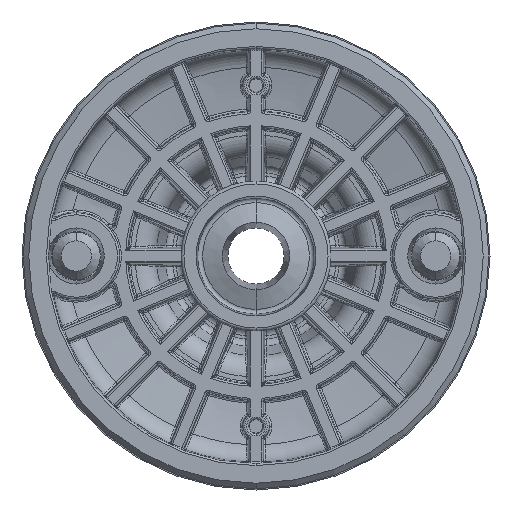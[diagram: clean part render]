
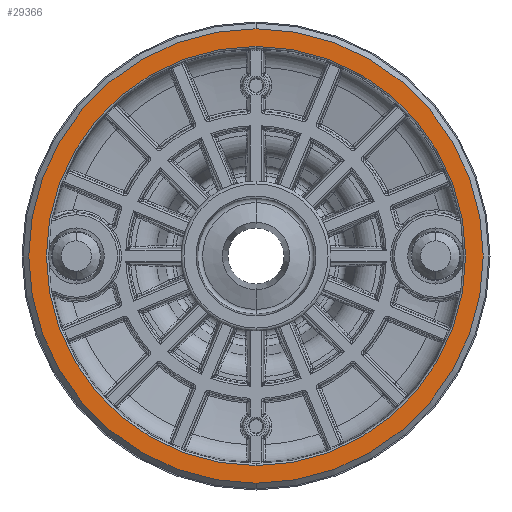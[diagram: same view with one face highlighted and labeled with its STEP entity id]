
A CAD part, front view. The second image highlights one B-rep face of the part: STEP entity #29366.
In plain terms, the highlighted planar face has unit normal (0, -1, 0).
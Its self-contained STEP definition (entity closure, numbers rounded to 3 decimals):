
#2292 = DIRECTION ( 'NONE',  ( 0., 0., 1. ) ) ;
#3040 = DIRECTION ( 'NONE',  ( 0., 0., -1. ) ) ;
#3197 = CARTESIAN_POINT ( 'NONE',  ( 60.7, 0., 0. ) ) ;
#4264 = CARTESIAN_POINT ( 'NONE',  ( 0., 0., -60.7 ) ) ;
#5843 = CIRCLE ( 'NONE', #19216, 60.7 ) ;
#6801 = DIRECTION ( 'NONE',  ( 0., 0., 1. ) ) ;
#6811 = CIRCLE ( 'NONE', #42771, 60.7 ) ;
#6879 = VERTEX_POINT ( 'NONE', #17658 ) ;
#8502 = FACE_OUTER_BOUND ( 'NONE', #34918, .T. ) ;
#8896 = VERTEX_POINT ( 'NONE', #44065 ) ;
#13186 = CARTESIAN_POINT ( 'NONE',  ( 0., 0., 0. ) ) ;
#14943 = AXIS2_PLACEMENT_3D ( 'NONE', #17975, #42915, #21584 ) ;
#15356 = EDGE_CURVE ( 'NONE', #6879, #34354, #40960, .T. ) ;
#16793 = DIRECTION ( 'NONE',  ( 0., 0., -1. ) ) ;
#17658 = CARTESIAN_POINT ( 'NONE',  ( 0., 0., 55.983 ) ) ;
#17975 = CARTESIAN_POINT ( 'NONE',  ( 0., 0., 0. ) ) ;
#17983 = FACE_BOUND ( 'NONE', #42720, .T. ) ;
#18589 = ORIENTED_EDGE ( 'NONE', *, *, #44122, .T. ) ;
#19095 = EDGE_CURVE ( 'NONE', #35456, #8896, #6811, .T. ) ;
#19216 = AXIS2_PLACEMENT_3D ( 'NONE', #13186, #38160, #16793 ) ;
#21584 = DIRECTION ( 'NONE',  ( 0., 0., 1. ) ) ;
#23721 = DIRECTION ( 'NONE',  ( 0., 1., 0. ) ) ;
#24491 = DIRECTION ( 'NONE',  ( 0., -1., 0. ) ) ;
#26160 = AXIS2_PLACEMENT_3D ( 'NONE', #3197, #28258, #6801 ) ;
#27068 = ORIENTED_EDGE ( 'NONE', *, *, #19095, .T. ) ;
#28258 = DIRECTION ( 'NONE',  ( 0., 1., 0. ) ) ;
#28412 = EDGE_CURVE ( 'NONE', #8896, #35456, #5843, .T. ) ;
#28480 = CIRCLE ( 'NONE', #43881, 55.983 ) ;
#28806 = ORIENTED_EDGE ( 'NONE', *, *, #15356, .T. ) ;
#29366 = ADVANCED_FACE ( 'NONE', ( #17983, #8502 ), #42385, .F. ) ;
#34354 = VERTEX_POINT ( 'NONE', #38028 ) ;
#34918 = EDGE_LOOP ( 'NONE', ( #44322, #27068 ) ) ;
#35456 = VERTEX_POINT ( 'NONE', #4264 ) ;
#38028 = CARTESIAN_POINT ( 'NONE',  ( 0., 0., -55.983 ) ) ;
#38160 = DIRECTION ( 'NONE',  ( 0., -1., 0. ) ) ;
#40960 = CIRCLE ( 'NONE', #14943, 55.983 ) ;
#42385 = PLANE ( 'NONE',  #26160 ) ;
#42720 = EDGE_LOOP ( 'NONE', ( #28806, #18589 ) ) ;
#42771 = AXIS2_PLACEMENT_3D ( 'NONE', #45815, #24491, #3040 ) ;
#42915 = DIRECTION ( 'NONE',  ( 0., 1., 0. ) ) ;
#43881 = AXIS2_PLACEMENT_3D ( 'NONE', #45050, #23721, #2292 ) ;
#44065 = CARTESIAN_POINT ( 'NONE',  ( 0., 0., 60.7 ) ) ;
#44122 = EDGE_CURVE ( 'NONE', #34354, #6879, #28480, .T. ) ;
#44322 = ORIENTED_EDGE ( 'NONE', *, *, #28412, .T. ) ;
#45050 = CARTESIAN_POINT ( 'NONE',  ( 0., 0., 0. ) ) ;
#45815 = CARTESIAN_POINT ( 'NONE',  ( 0., 0., 0. ) ) ;
